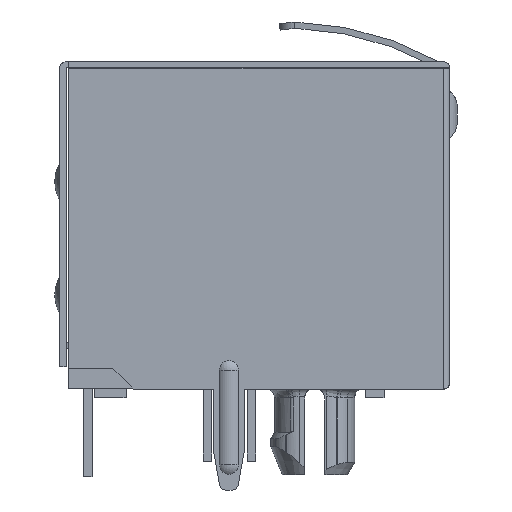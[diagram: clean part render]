
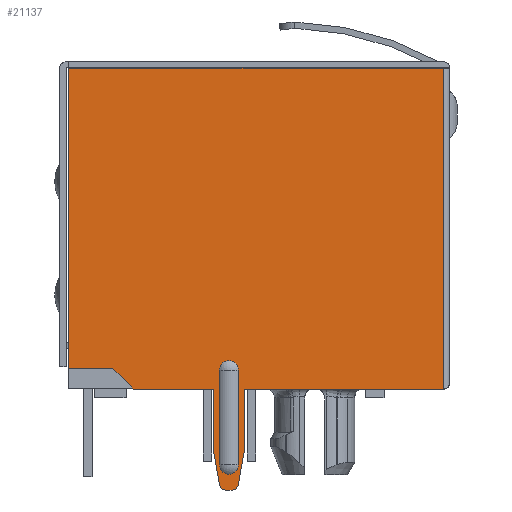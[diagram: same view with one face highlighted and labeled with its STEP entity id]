
A CAD part, left-side view. The second image highlights one B-rep face of the part: STEP entity #21137.
In plain terms, the highlighted planar face has unit normal (-1, 0, 0).
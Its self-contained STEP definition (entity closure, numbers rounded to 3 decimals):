
#558=FACE_BOUND('',#2673,.T.);
#1513=FACE_OUTER_BOUND('',#2672,.T.);
#2672=EDGE_LOOP('',(#18239,#18240,#18241,#18242,#18243,#18244,#18245,#18246,
#18247,#18248,#18249,#18250,#18251,#18252));
#2673=EDGE_LOOP('',(#18253,#18254,#18255,#18256));
#3110=CIRCLE('',#22191,0.254);
#3111=CIRCLE('',#22194,0.254);
#3156=CIRCLE('',#22570,0.381);
#3157=CIRCLE('',#22571,0.381);
#4848=LINE('',#34757,#7117);
#4849=LINE('',#34760,#7118);
#4850=LINE('',#34765,#7119);
#4853=LINE('',#34770,#7122);
#4855=LINE('',#34774,#7124);
#4858=LINE('',#34782,#7127);
#4861=LINE('',#34790,#7130);
#4863=LINE('',#34794,#7132);
#4866=LINE('',#34799,#7135);
#4867=LINE('',#34802,#7136);
#4869=LINE('',#34805,#7138);
#5354=LINE('',#39123,#7623);
#5366=LINE('',#39156,#7635);
#5367=LINE('',#39160,#7636);
#7117=VECTOR('',#26149,1000.);
#7118=VECTOR('',#26152,1000.);
#7119=VECTOR('',#26157,1000.);
#7122=VECTOR('',#26162,1000.);
#7124=VECTOR('',#26166,1000.);
#7127=VECTOR('',#26175,1000.);
#7130=VECTOR('',#26184,1000.);
#7132=VECTOR('',#26188,1000.);
#7135=VECTOR('',#26193,1000.);
#7136=VECTOR('',#26196,1000.);
#7138=VECTOR('',#26200,1000.);
#7623=VECTOR('',#27403,1000.);
#7635=VECTOR('',#27437,1000.);
#7636=VECTOR('',#27440,1000.);
#9573=VERTEX_POINT('',#34753);
#9574=VERTEX_POINT('',#34755);
#9575=VERTEX_POINT('',#34759);
#9576=VERTEX_POINT('',#34763);
#9577=VERTEX_POINT('',#34764);
#9578=VERTEX_POINT('',#34769);
#9579=VERTEX_POINT('',#34773);
#9580=VERTEX_POINT('',#34777);
#9581=VERTEX_POINT('',#34781);
#9582=VERTEX_POINT('',#34785);
#9583=VERTEX_POINT('',#34789);
#9584=VERTEX_POINT('',#34793);
#9585=VERTEX_POINT('',#34797);
#9586=VERTEX_POINT('',#34801);
#9883=VERTEX_POINT('',#39154);
#9884=VERTEX_POINT('',#39155);
#9885=VERTEX_POINT('',#39157);
#9886=VERTEX_POINT('',#39159);
#12146=EDGE_CURVE('',#9574,#9573,#4848,.T.);
#12147=EDGE_CURVE('',#9575,#9573,#4849,.T.);
#12149=EDGE_CURVE('',#9576,#9577,#4850,.T.);
#12152=EDGE_CURVE('',#9577,#9578,#4853,.T.);
#12154=EDGE_CURVE('',#9578,#9579,#4855,.T.);
#12156=EDGE_CURVE('',#9580,#9579,#3110,.T.);
#12158=EDGE_CURVE('',#9581,#9580,#4858,.T.);
#12160=EDGE_CURVE('',#9582,#9581,#3111,.T.);
#12162=EDGE_CURVE('',#9582,#9583,#4861,.T.);
#12164=EDGE_CURVE('',#9583,#9584,#4863,.T.);
#12167=EDGE_CURVE('',#9584,#9585,#4866,.T.);
#12168=EDGE_CURVE('',#9586,#9585,#4867,.T.);
#12170=EDGE_CURVE('',#9574,#9586,#4869,.T.);
#12804=EDGE_CURVE('',#9576,#9575,#5354,.T.);
#12818=EDGE_CURVE('',#9883,#9884,#5366,.T.);
#12819=EDGE_CURVE('',#9884,#9885,#3156,.T.);
#12820=EDGE_CURVE('',#9885,#9886,#5367,.T.);
#12821=EDGE_CURVE('',#9886,#9883,#3157,.T.);
#18239=ORIENTED_EDGE('',*,*,#12162,.F.);
#18240=ORIENTED_EDGE('',*,*,#12160,.T.);
#18241=ORIENTED_EDGE('',*,*,#12158,.T.);
#18242=ORIENTED_EDGE('',*,*,#12156,.T.);
#18243=ORIENTED_EDGE('',*,*,#12154,.F.);
#18244=ORIENTED_EDGE('',*,*,#12152,.F.);
#18245=ORIENTED_EDGE('',*,*,#12149,.F.);
#18246=ORIENTED_EDGE('',*,*,#12804,.T.);
#18247=ORIENTED_EDGE('',*,*,#12147,.T.);
#18248=ORIENTED_EDGE('',*,*,#12146,.F.);
#18249=ORIENTED_EDGE('',*,*,#12170,.T.);
#18250=ORIENTED_EDGE('',*,*,#12168,.T.);
#18251=ORIENTED_EDGE('',*,*,#12167,.F.);
#18252=ORIENTED_EDGE('',*,*,#12164,.F.);
#18253=ORIENTED_EDGE('',*,*,#12818,.T.);
#18254=ORIENTED_EDGE('',*,*,#12819,.T.);
#18255=ORIENTED_EDGE('',*,*,#12820,.T.);
#18256=ORIENTED_EDGE('',*,*,#12821,.T.);
#19674=PLANE('',#22569);
#21137=ADVANCED_FACE('',(#1513,#558),#19674,.T.);
#22191=AXIS2_PLACEMENT_3D('',#34778,#26170,#26171);
#22194=AXIS2_PLACEMENT_3D('',#34786,#26179,#26180);
#22569=AXIS2_PLACEMENT_3D('',#39153,#27435,#27436);
#22570=AXIS2_PLACEMENT_3D('',#39158,#27438,#27439);
#22571=AXIS2_PLACEMENT_3D('',#39161,#27441,#27442);
#26149=DIRECTION('',(0.,0.,1.));
#26152=DIRECTION('',(0.,1.,0.));
#26157=DIRECTION('',(0.,1.,0.));
#26162=DIRECTION('',(0.,0.,-1.));
#26166=DIRECTION('',(0.,0.174,-0.985));
#26170=DIRECTION('center_axis',(-1.,0.,0.));
#26171=DIRECTION('ref_axis',(0.,-0.985,-0.174));
#26175=DIRECTION('',(0.,-1.,0.));
#26179=DIRECTION('center_axis',(-1.,0.,0.));
#26180=DIRECTION('ref_axis',(0.,0.,-1.));
#26184=DIRECTION('',(0.,0.174,0.985));
#26188=DIRECTION('',(0.,0.,1.));
#26193=DIRECTION('',(0.,1.,0.));
#26196=DIRECTION('',(0.,-0.707,-0.707));
#26200=DIRECTION('',(0.,-1.,0.));
#27403=DIRECTION('',(0.,0.,1.));
#27435=DIRECTION('center_axis',(-1.,0.,0.));
#27436=DIRECTION('ref_axis',(0.,-1.,0.));
#27437=DIRECTION('',(0.,0.,-1.));
#27438=DIRECTION('center_axis',(1.,0.,0.));
#27439=DIRECTION('ref_axis',(0.,1.,0.));
#27440=DIRECTION('',(0.,0.,1.));
#27441=DIRECTION('center_axis',(1.,0.,0.));
#27442=DIRECTION('ref_axis',(0.,1.,0.));
#34753=CARTESIAN_POINT('',(-8.316,-7.415,7.517));
#34755=CARTESIAN_POINT('',(-8.316,-7.415,-4.571));
#34757=CARTESIAN_POINT('',(-8.316,-7.415,1.473));
#34759=CARTESIAN_POINT('',(-8.316,-22.502,7.517));
#34760=CARTESIAN_POINT('',(-8.316,-15.131,7.517));
#34763=CARTESIAN_POINT('',(-8.316,-22.502,-5.409));
#34764=CARTESIAN_POINT('',(-8.316,-14.476,-5.409));
#34765=CARTESIAN_POINT('',(-8.316,-18.489,-5.409));
#34769=CARTESIAN_POINT('',(-8.316,-14.476,-7.949));
#34770=CARTESIAN_POINT('',(-8.316,-14.476,-6.679));
#34773=CARTESIAN_POINT('',(-8.316,-14.244,-9.263));
#34774=CARTESIAN_POINT('',(-8.316,-14.36,-8.606));
#34777=CARTESIAN_POINT('',(-8.316,-13.994,-9.473));
#34778=CARTESIAN_POINT('Origin',(-8.316,-13.994,-9.219));
#34781=CARTESIAN_POINT('',(-8.316,-13.738,-9.473));
#34782=CARTESIAN_POINT('',(-8.316,-13.866,-9.473));
#34785=CARTESIAN_POINT('',(-8.316,-13.488,-9.263));
#34786=CARTESIAN_POINT('Origin',(-8.316,-13.738,-9.219));
#34789=CARTESIAN_POINT('',(-8.316,-13.257,-7.949));
#34790=CARTESIAN_POINT('',(-8.316,-13.372,-8.606));
#34793=CARTESIAN_POINT('',(-8.316,-13.257,-5.409));
#34794=CARTESIAN_POINT('',(-8.316,-13.257,-6.679));
#34797=CARTESIAN_POINT('',(-8.316,-10.031,-5.409));
#34799=CARTESIAN_POINT('',(-8.316,-11.644,-5.409));
#34801=CARTESIAN_POINT('',(-8.316,-9.193,-4.571));
#34802=CARTESIAN_POINT('',(-8.316,-9.612,-4.99));
#34805=CARTESIAN_POINT('',(-8.316,-8.304,-4.571));
#39123=CARTESIAN_POINT('',(-8.316,-22.502,1.015));
#39153=CARTESIAN_POINT('Origin',(-8.316,-7.415,-9.473));
#39154=CARTESIAN_POINT('',(-8.316,-14.247,-4.647));
#39155=CARTESIAN_POINT('',(-8.316,-14.247,-8.457));
#39156=CARTESIAN_POINT('',(-8.316,-14.247,-0.978));
#39157=CARTESIAN_POINT('',(-8.316,-13.485,-8.457));
#39158=CARTESIAN_POINT('Origin',(-8.316,-13.866,-8.457));
#39159=CARTESIAN_POINT('',(-8.316,-13.485,-4.647));
#39160=CARTESIAN_POINT('',(-8.316,-13.485,-0.978));
#39161=CARTESIAN_POINT('Origin',(-8.316,-13.866,-4.647));
